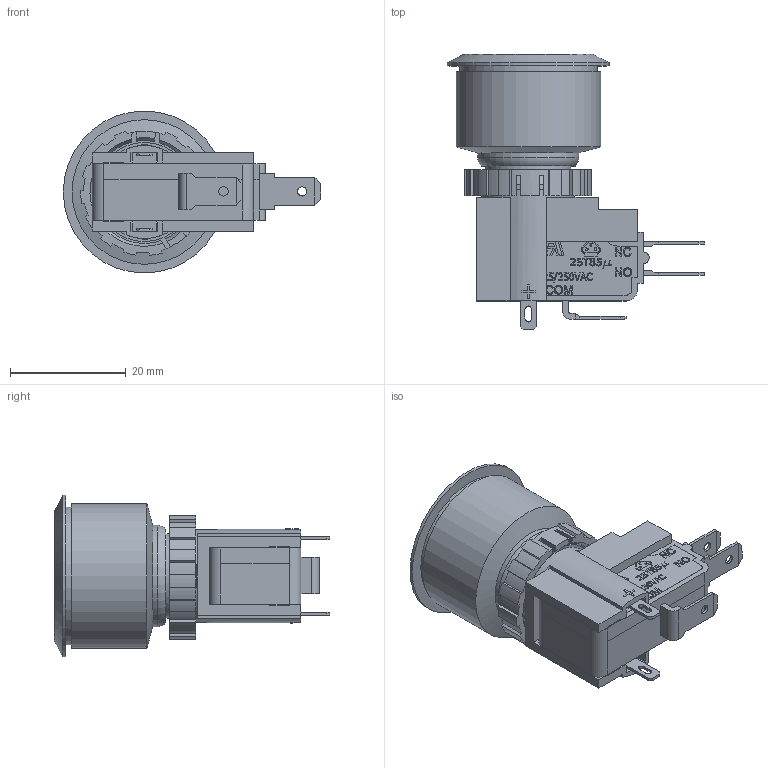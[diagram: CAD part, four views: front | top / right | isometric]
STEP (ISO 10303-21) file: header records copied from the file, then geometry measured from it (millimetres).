
FILE_DESCRIPTION(/* description */ (''),/* implementation_level */ '2;1');
FILE_NAME(/* name */ 'SAV8F1xxx6xx.stp',/* time_stamp */ '2021-11-11T16:36:25-06:00',/* author */ ('mwilliams'),/* organization */ (''),/* preprocessor_version */ 'ST-DEVELOPER v18',/* originating_system */ 'Autodesk Inventor 2020',/* authorisation */ '');
FILE_SCHEMA (('AUTOMOTIVE_DESIGN { 1 0 10303 214 3 1 1 }'));
Length unit declared in the file: millimetre
Products named in the file (1): Part7
Bounding box: 44.5 x 47.6 x 28 mm (x, y, z)
Volume: 15070.9 mm3; surface area: 9683.7 mm2
Topology: 1 solids, 5 shells, 1070 faces, 2988 edges, 1972 vertices
Faces by surface type: plane 737, bspline 204, cylinder 120, cone 8, torus 1
Full cylindrical faces by diameter (mm): 1.6 x3, 3.1 x1, 14.7 x1, 17.5 x1, 19.8 x1, 23.8 x1, 25 x1, 28 x1
Entity records: 37003 total; most frequent: CARTESIAN_POINT 10444, ORIENTED_EDGE 5980, DIRECTION 4677, EDGE_CURVE 2990, LINE 2205, VECTOR 2205, VERTEX_POINT 1972, AXIS2_PLACEMENT_3D 1236
